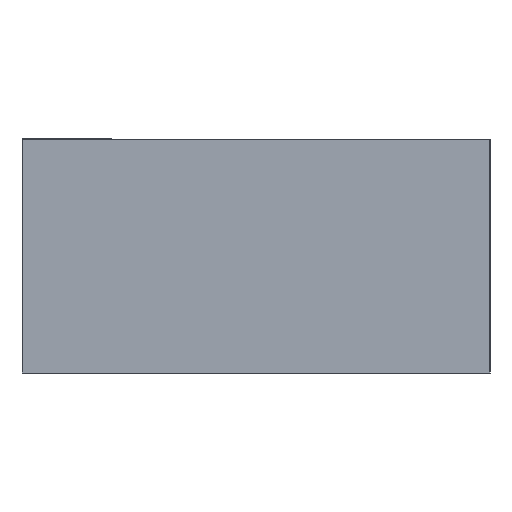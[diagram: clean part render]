
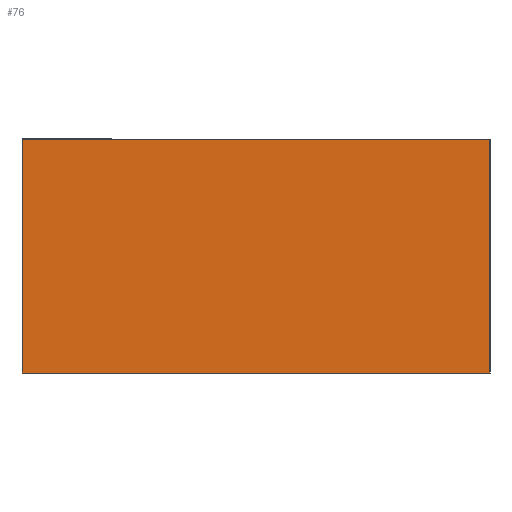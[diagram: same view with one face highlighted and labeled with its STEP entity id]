
A CAD part, left-side view. The second image highlights one B-rep face of the part: STEP entity #76.
In plain terms, the highlighted planar face has unit normal (-1, 0, 0).
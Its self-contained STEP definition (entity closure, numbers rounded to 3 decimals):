
#76 = ADVANCED_FACE( '', ( #146 ), #147, .F. );
#146 = FACE_OUTER_BOUND( '', #210, .T. );
#147 = PLANE( '', #211 );
#210 = EDGE_LOOP( '', ( #341, #342, #343, #344 ) );
#211 = AXIS2_PLACEMENT_3D( '', #345, #346, #347 );
#341 = ORIENTED_EDGE( '', *, *, #375, .F. );
#342 = ORIENTED_EDGE( '', *, *, #402, .T. );
#343 = ORIENTED_EDGE( '', *, *, #407, .T. );
#344 = ORIENTED_EDGE( '', *, *, #404, .T. );
#345 = CARTESIAN_POINT( '', ( -1.25, 1., 1. ) );
#346 = DIRECTION( '', ( 1., 0., 0. ) );
#347 = DIRECTION( '', ( 0., 0., -1. ) );
#375 = EDGE_CURVE( '', #435, #437, #438, .T. );
#402 = EDGE_CURVE( '', #435, #475, #477, .T. );
#404 = EDGE_CURVE( '', #479, #437, #480, .T. );
#407 = EDGE_CURVE( '', #475, #479, #483, .T. );
#435 = VERTEX_POINT( '', #519 );
#437 = VERTEX_POINT( '', #522 );
#438 = LINE( '', #523, #524 );
#475 = VERTEX_POINT( '', #579 );
#477 = LINE( '', #582, #583 );
#479 = VERTEX_POINT( '', #585 );
#480 = LINE( '', #586, #587 );
#483 = LINE( '', #591, #592 );
#519 = CARTESIAN_POINT( '', ( -1.25, -1., 1. ) );
#522 = CARTESIAN_POINT( '', ( -1.25, -1., 0. ) );
#523 = CARTESIAN_POINT( '', ( -1.25, -1., 1. ) );
#524 = VECTOR( '', #613, 1000. );
#579 = CARTESIAN_POINT( '', ( -1.25, 1., 1. ) );
#582 = CARTESIAN_POINT( '', ( -1.25, -1., 1. ) );
#583 = VECTOR( '', #633, 1000. );
#585 = CARTESIAN_POINT( '', ( -1.25, 1., 0. ) );
#586 = CARTESIAN_POINT( '', ( -1.25, 1., 0. ) );
#587 = VECTOR( '', #634, 1000. );
#591 = CARTESIAN_POINT( '', ( -1.25, 1., 1. ) );
#592 = VECTOR( '', #636, 1000. );
#613 = DIRECTION( '', ( 0., 0., -1. ) );
#633 = DIRECTION( '', ( 0., 1., 0. ) );
#634 = DIRECTION( '', ( 0., -1., 0. ) );
#636 = DIRECTION( '', ( 0., 0., -1. ) );
